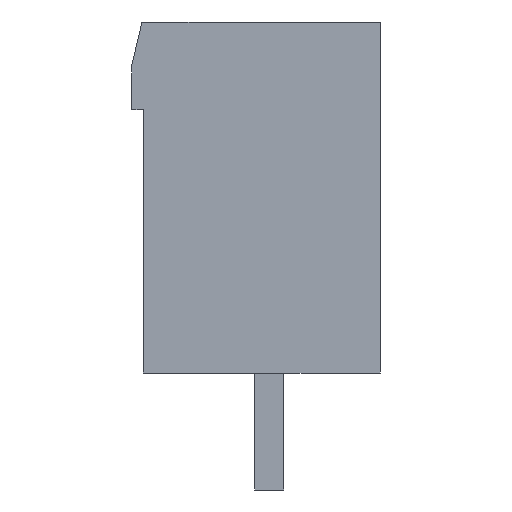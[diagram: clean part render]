
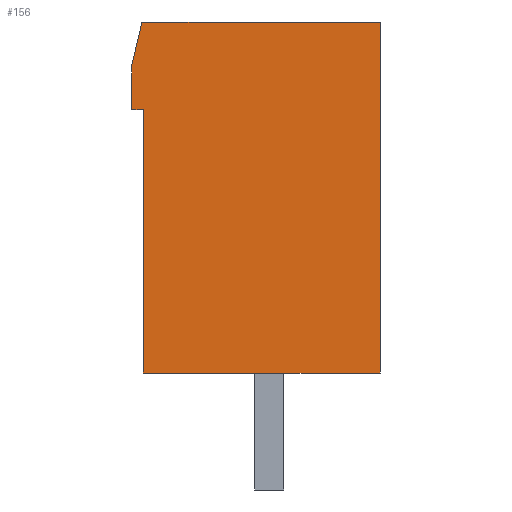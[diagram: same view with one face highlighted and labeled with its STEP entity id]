
A CAD part, left-side view. The second image highlights one B-rep face of the part: STEP entity #156.
In plain terms, the highlighted planar face has unit normal (-1, 0, 0).
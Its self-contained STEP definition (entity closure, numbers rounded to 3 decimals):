
#156=ADVANCED_FACE('6472',(#483),#484,.T.);
#483=FACE_OUTER_BOUND('',#1115,.T.);
#484=PLANE('',#1116);
#1115=EDGE_LOOP('',(#1836,#1837,#1838,#1839,#1840,#1841,#1842));
#1116=AXIS2_PLACEMENT_3D('',#1843,#1844,#1845);
#1836=ORIENTED_EDGE('',*,*,#4309,.T.);
#1837=ORIENTED_EDGE('',*,*,#4306,.T.);
#1838=ORIENTED_EDGE('',*,*,#4303,.T.);
#1839=ORIENTED_EDGE('',*,*,#4288,.T.);
#1840=ORIENTED_EDGE('',*,*,#4285,.T.);
#1841=ORIENTED_EDGE('',*,*,#4282,.T.);
#1842=ORIENTED_EDGE('',*,*,#4316,.T.);
#1843=CARTESIAN_POINT('',(-61.0,0.0,0.0));
#1844=DIRECTION('',(-1.0,0.0,0.0));
#1845=DIRECTION('',(0.0,0.0,1.0));
#4282=EDGE_CURVE('6479',#5110,#5108,#5111,.T.);
#4285=EDGE_CURVE('6478',#5115,#5110,#5116,.T.);
#4288=EDGE_CURVE('6477',#5120,#5115,#5121,.T.);
#4303=EDGE_CURVE('6476',#5145,#5120,#5146,.T.);
#4306=EDGE_CURVE('6475',#5150,#5145,#5151,.T.);
#4309=EDGE_CURVE('6474',#5155,#5150,#5156,.T.);
#4316=EDGE_CURVE('6473',#5108,#5155,#5167,.T.);
#5108=VERTEX_POINT('',#6450);
#5110=VERTEX_POINT('',#6453);
#5111=LINE('',#6454,#6455);
#5115=VERTEX_POINT('',#6461);
#5116=LINE('',#6462,#6463);
#5120=VERTEX_POINT('',#6469);
#5121=LINE('',#6470,#6471);
#5145=VERTEX_POINT('',#6509);
#5146=LINE('',#6510,#6511);
#5150=VERTEX_POINT('',#6517);
#5151=LINE('',#6518,#6519);
#5155=VERTEX_POINT('',#6525);
#5156=LINE('',#6526,#6527);
#5167=LINE('',#6544,#6545);
#6450=CARTESIAN_POINT('',(-61.0,4.35,0.0));
#6453=CARTESIAN_POINT('',(-61.0,-3.8,0.0));
#6454=CARTESIAN_POINT('',(-61.0,-3.8,0.0));
#6455=VECTOR('',#8491,8.15);
#6461=CARTESIAN_POINT('',(-61.0,-3.8,-12.0));
#6462=CARTESIAN_POINT('',(-61.0,-3.8,-12.0));
#6463=VECTOR('',#8494,12.0);
#6469=CARTESIAN_POINT('',(-61.0,4.3,-12.0));
#6470=CARTESIAN_POINT('',(-61.0,4.3,-12.0));
#6471=VECTOR('',#8497,8.1);
#6509=CARTESIAN_POINT('',(-61.0,4.3,-3.0));
#6510=CARTESIAN_POINT('',(-61.0,4.3,-3.0));
#6511=VECTOR('',#8512,9.0);
#6517=CARTESIAN_POINT('',(-61.0,4.7,-3.0));
#6518=CARTESIAN_POINT('',(-61.0,4.7,-3.0));
#6519=VECTOR('',#8515,0.4);
#6525=CARTESIAN_POINT('',(-61.0,4.7,-1.5));
#6526=CARTESIAN_POINT('',(-61.0,4.7,-1.5));
#6527=VECTOR('',#8518,1.5);
#6544=CARTESIAN_POINT('',(-61.0,4.35,0.0));
#6545=VECTOR('',#8525,1.54);
#8491=DIRECTION('',(0.0,1.0,0.0));
#8494=DIRECTION('',(0.0,0.0,1.0));
#8497=DIRECTION('',(0.0,-1.0,0.0));
#8512=DIRECTION('',(0.0,0.0,-1.0));
#8515=DIRECTION('',(0.0,-1.0,0.0));
#8518=DIRECTION('',(0.0,0.0,-1.0));
#8525=DIRECTION('',(0.0,0.227,-0.974));
